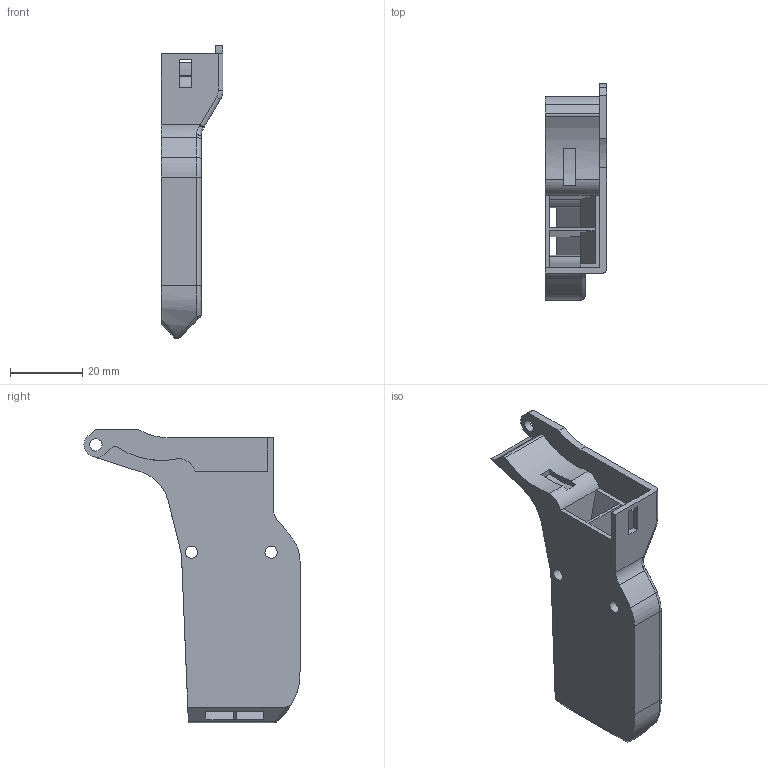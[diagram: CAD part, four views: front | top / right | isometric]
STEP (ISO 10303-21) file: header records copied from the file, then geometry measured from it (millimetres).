
FILE_DESCRIPTION(/* description */ (''),/* implementation_level */ '2;1');
FILE_NAME(/* name */ '5015 Right Side Duct for V0.step',/* time_stamp */ '2021-09-04T13:34:55-07:00',/* author */ (''),/* organization */ (''),/* preprocessor_version */ 'ST-DEVELOPER v18.1',/* originating_system */ 'Autodesk Translation Framework v10.10.0.1391',/* authorisation */ '');
FILE_SCHEMA (('AUTOMOTIVE_DESIGN { 1 0 10303 214 3 1 1 }'));
Length unit declared in the file: inch
Products named in the file (1): 5015 Right Side Duct for V0
Bounding box: 17.14 x 59.8 x 81.14 mm (x, y, z)
Volume: 17252.8 mm3; surface area: 13102.5 mm2
Topology: 1 solids, 1 shells, 130 faces, 343 edges, 212 vertices
Faces by surface type: plane 65, cylinder 53, bspline 6, torus 4, sphere 2
Full cylindrical faces by diameter (mm): 3.4 x2, 3.429 x1
Entity records: 4253 total; most frequent: CARTESIAN_POINT 948, ORIENTED_EDGE 686, DIRECTION 681, EDGE_CURVE 343, LINE 233, VECTOR 233, AXIS2_PLACEMENT_3D 224, VERTEX_POINT 212
